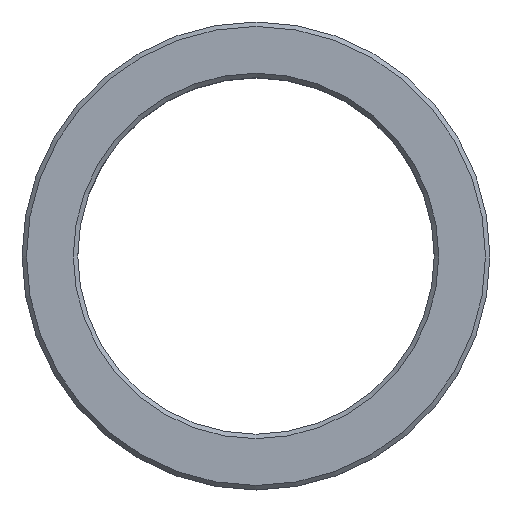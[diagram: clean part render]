
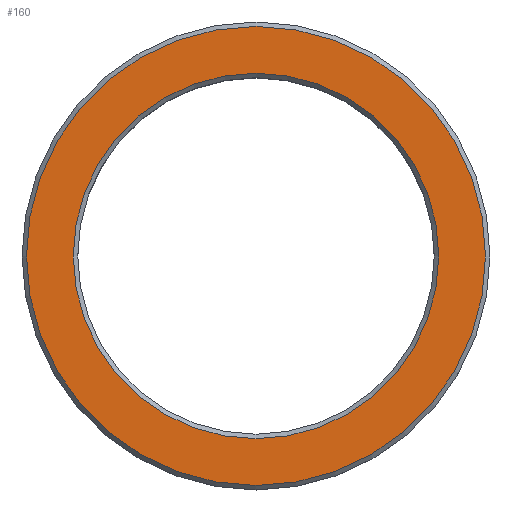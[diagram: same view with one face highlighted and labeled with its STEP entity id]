
A CAD part, top view. The second image highlights one B-rep face of the part: STEP entity #160.
In plain terms, the highlighted planar face has unit normal (0, 0, 1).
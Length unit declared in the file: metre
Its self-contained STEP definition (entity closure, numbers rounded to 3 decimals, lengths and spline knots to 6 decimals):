
#160=ADVANCED_FACE('',(#189,#190),#191,.T.);
#189=FACE_BOUND('',#4908,.T.);
#190=FACE_OUTER_BOUND('',#4909,.T.);
#191=PLANE('',#4910);
#4908=EDGE_LOOP('',(#9652));
#4909=EDGE_LOOP('',(#9653));
#4910=AXIS2_PLACEMENT_3D('',#9654,#9655,#9656);
#9652=ORIENTED_EDGE('',*,*,#9713,.T.);
#9653=ORIENTED_EDGE('',*,*,#9706,.F.);
#9654=CARTESIAN_POINT('',(0.0515,0.0,0.04));
#9655=DIRECTION('',(0.0,0.,1.0));
#9656=DIRECTION('',(0.0,-1.0,0.));
#9706=EDGE_CURVE('',#9737,#9737,#9738,.T.);
#9713=EDGE_CURVE('',#9749,#9749,#9750,.T.);
#9737=VERTEX_POINT('',#9843);
#9738=CIRCLE('',#9844,0.0515);
#9749=VERTEX_POINT('',#9915);
#9750=CIRCLE('',#9916,0.041);
#9843=CARTESIAN_POINT('',(0.0,0.0515,0.04));
#9844=AXIS2_PLACEMENT_3D('',#9943,#9944,#9945);
#9915=CARTESIAN_POINT('',(0.0,0.041,0.04));
#9916=AXIS2_PLACEMENT_3D('',#9958,#9959,#9960);
#9943=CARTESIAN_POINT('',(0.0,0.0,0.04));
#9944=DIRECTION('',(0.0,0.,-1.0));
#9945=DIRECTION('',(0.0,1.0,0.));
#9958=CARTESIAN_POINT('',(0.0,0.0,0.04));
#9959=DIRECTION('',(0.0,0.,-1.0));
#9960=DIRECTION('',(0.0,1.0,0.));
